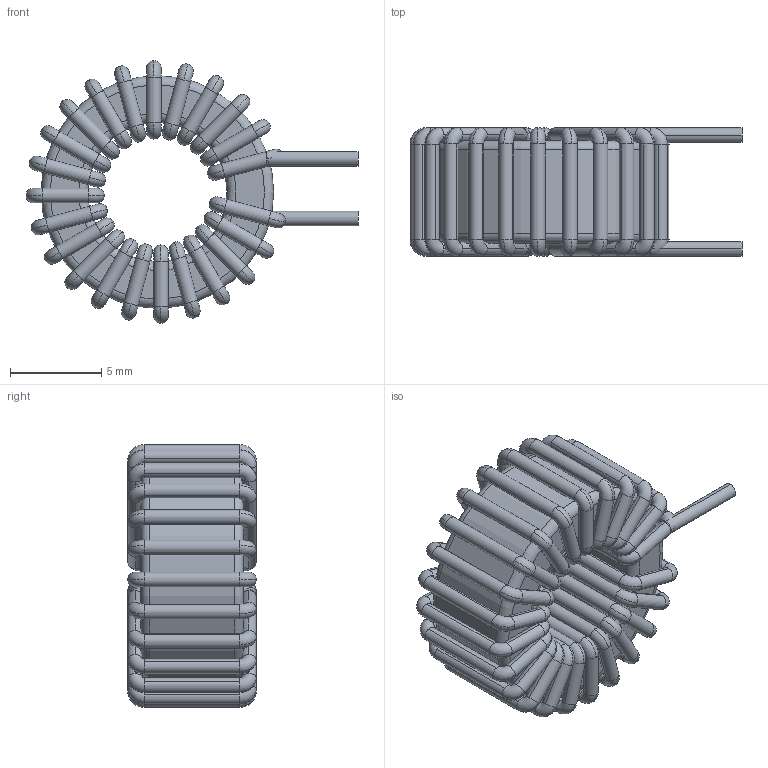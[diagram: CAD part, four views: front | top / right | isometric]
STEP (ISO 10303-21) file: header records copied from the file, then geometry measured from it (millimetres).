
FILE_DESCRIPTION (( 'STEP AP214' ), '1' );
FILE_NAME ('1305.STEP', '2025-05-13T08:29:15', ( '' ), ( '' ), 'SwSTEP 2.0', 'SolidWorks 2024', '' );
FILE_SCHEMA (( 'AUTOMOTIVE_DESIGN' ));
Length unit declared in the file: millimetre
Products named in the file (1): 1305
Bounding box: 18.2 x 7.05 x 14.4 mm (x, y, z)
Volume: 674.9 mm3; surface area: 1600.8 mm2
Topology: 26 solids, 26 shells, 392 faces, 1148 edges, 762 vertices
Faces by surface type: torus 194, cylinder 192, plane 6
Entity records: 18324 total; most frequent: DIRECTION 2890, CARTESIAN_POINT 2303, ORIENTED_EDGE 2296, AXIS2_PLACEMENT_3D 1349, EDGE_CURVE 1148, CIRCLE 956, VERTEX_POINT 762, UNCERTAINTY_MEASURE_WITH_UNIT 419
